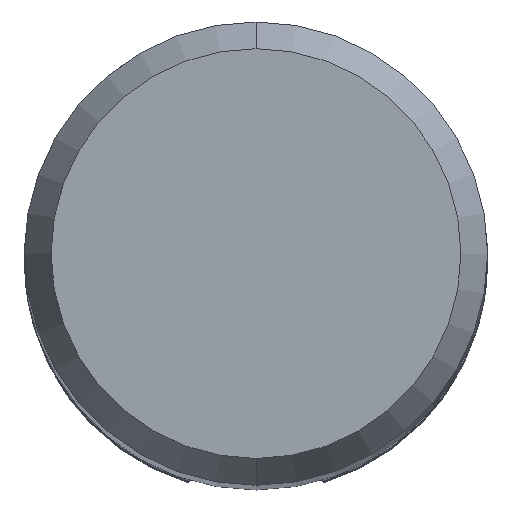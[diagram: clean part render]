
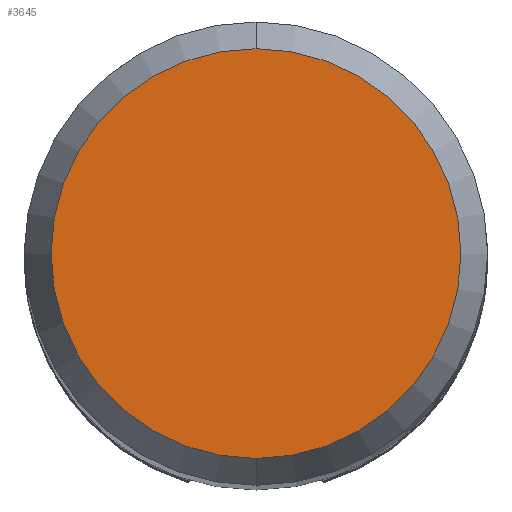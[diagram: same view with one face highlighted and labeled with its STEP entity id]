
A CAD part, top view. The second image highlights one B-rep face of the part: STEP entity #3645.
In plain terms, the highlighted planar face has unit normal (0, 0, 1).
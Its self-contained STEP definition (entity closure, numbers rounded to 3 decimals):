
#2837=VERTEX_POINT('',#6890);
#3147=EDGE_CURVE('',#2837,#3231,#7234,.T.);
#3231=VERTEX_POINT('',#7320);
#3645=ADVANCED_FACE('',(#7774),#7775,.T.);
#4565=EDGE_CURVE('',#3231,#2837,#8774,.T.);
#6890=CARTESIAN_POINT('',(0.,-4.423,0.0));
#7234=CIRCLE('',#12344,4.423);
#7320=CARTESIAN_POINT('',(0.0,4.423,0.0));
#7774=FACE_OUTER_BOUND('',#13344,.T.);
#7775=PLANE('',#13345);
#8774=CIRCLE('',#15169,4.423);
#12344=AXIS2_PLACEMENT_3D('',#19407,#19408,#19409);
#13344=EDGE_LOOP('',(#20077,#20078));
#13345=AXIS2_PLACEMENT_3D('',#20079,#20080,#20081);
#15169=AXIS2_PLACEMENT_3D('',#21105,#21106,#21107);
#19407=CARTESIAN_POINT('',(0.0,0.0,0.0));
#19408=DIRECTION('',(0.0,0.0,-1.0));
#19409=DIRECTION('',(0.0,1.0,0.0));
#20077=ORIENTED_EDGE('',*,*,#4565,.F.);
#20078=ORIENTED_EDGE('',*,*,#3147,.F.);
#20079=CARTESIAN_POINT('',(0.0,2.211,0.0));
#20080=DIRECTION('',(-0.0,0.0,1.0));
#20081=DIRECTION('',(0.0,-1.0,0.0));
#21105=CARTESIAN_POINT('',(0.0,0.0,0.0));
#21106=DIRECTION('',(0.0,0.0,-1.0));
#21107=DIRECTION('',(0.0,1.0,0.0));
